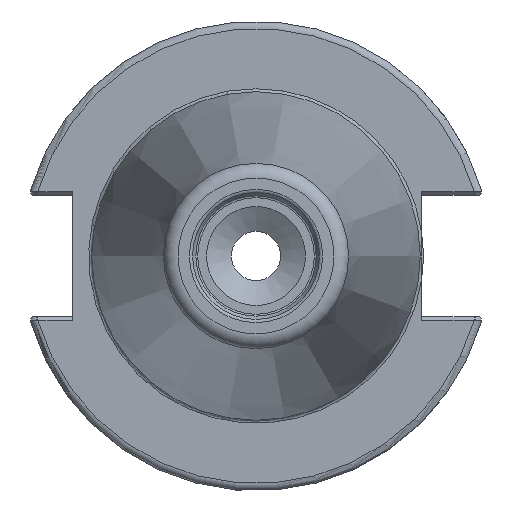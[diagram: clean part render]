
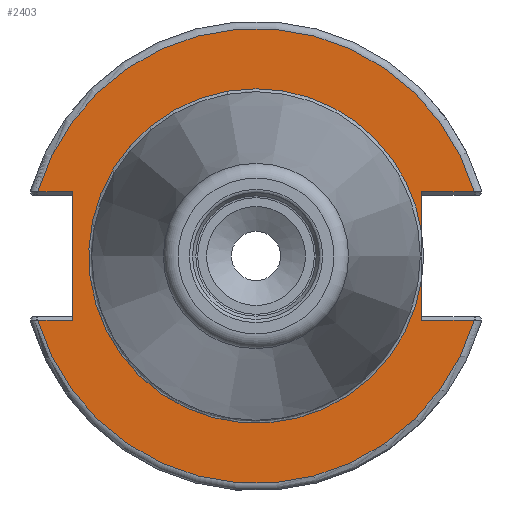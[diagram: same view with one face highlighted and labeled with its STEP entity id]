
A CAD part, left-side view. The second image highlights one B-rep face of the part: STEP entity #2403.
In plain terms, the highlighted planar face has unit normal (-1, 0, 0).
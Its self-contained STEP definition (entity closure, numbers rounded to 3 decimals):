
#107=PLANE('',#2617);
#163=LINE('',#3711,#295);
#170=LINE('',#3833,#302);
#171=LINE('',#3837,#303);
#172=LINE('',#3839,#304);
#173=LINE('',#3841,#305);
#174=LINE('',#3845,#306);
#175=LINE('',#3847,#307);
#295=VECTOR('',#3005,10.);
#302=VECTOR('',#3016,10.);
#303=VECTOR('',#3019,10.);
#304=VECTOR('',#3020,10.);
#305=VECTOR('',#3021,10.);
#306=VECTOR('',#3024,10.);
#307=VECTOR('',#3025,10.);
#465=FACE_OUTER_BOUND('',#603,.T.);
#603=EDGE_LOOP('',(#1738,#1739,#1740,#1741,#1742,#1743,#1744,#1745,#1746,
#1747,#1748));
#822=CIRCLE('',#2618,30.775);
#823=CIRCLE('',#2619,30.775);
#824=CIRCLE('',#2620,22.625);
#825=CIRCLE('',#2621,22.625);
#992=VERTEX_POINT('',#3708);
#993=VERTEX_POINT('',#3710);
#1001=VERTEX_POINT('',#3832);
#1002=VERTEX_POINT('',#3834);
#1003=VERTEX_POINT('',#3836);
#1004=VERTEX_POINT('',#3838);
#1005=VERTEX_POINT('',#3840);
#1006=VERTEX_POINT('',#3842);
#1007=VERTEX_POINT('',#3844);
#1008=VERTEX_POINT('',#3846);
#1009=VERTEX_POINT('',#3848);
#1272=EDGE_CURVE('',#992,#993,#163,.T.);
#1284=EDGE_CURVE('',#1001,#993,#170,.T.);
#1285=EDGE_CURVE('',#1002,#992,#822,.T.);
#1286=EDGE_CURVE('',#1003,#1002,#171,.T.);
#1287=EDGE_CURVE('',#1003,#1004,#172,.T.);
#1288=EDGE_CURVE('',#1005,#1004,#173,.T.);
#1289=EDGE_CURVE('',#1006,#1005,#823,.T.);
#1290=EDGE_CURVE('',#1007,#1006,#174,.T.);
#1291=EDGE_CURVE('',#1007,#1008,#175,.T.);
#1292=EDGE_CURVE('',#1008,#1009,#824,.T.);
#1293=EDGE_CURVE('',#1009,#1001,#825,.T.);
#1738=ORIENTED_EDGE('',*,*,#1284,.T.);
#1739=ORIENTED_EDGE('',*,*,#1272,.F.);
#1740=ORIENTED_EDGE('',*,*,#1285,.F.);
#1741=ORIENTED_EDGE('',*,*,#1286,.F.);
#1742=ORIENTED_EDGE('',*,*,#1287,.T.);
#1743=ORIENTED_EDGE('',*,*,#1288,.F.);
#1744=ORIENTED_EDGE('',*,*,#1289,.F.);
#1745=ORIENTED_EDGE('',*,*,#1290,.F.);
#1746=ORIENTED_EDGE('',*,*,#1291,.T.);
#1747=ORIENTED_EDGE('',*,*,#1292,.T.);
#1748=ORIENTED_EDGE('',*,*,#1293,.T.);
#2403=ADVANCED_FACE('',(#465),#107,.T.);
#2617=AXIS2_PLACEMENT_3D('',#3831,#3014,#3015);
#2618=AXIS2_PLACEMENT_3D('',#3835,#3017,#3018);
#2619=AXIS2_PLACEMENT_3D('',#3843,#3022,#3023);
#2620=AXIS2_PLACEMENT_3D('',#3849,#3026,#3027);
#2621=AXIS2_PLACEMENT_3D('',#3850,#3028,#3029);
#3005=DIRECTION('',(0.,1.,0.));
#3014=DIRECTION('center_axis',(-1.,0.,0.));
#3015=DIRECTION('ref_axis',(0.,0.,1.));
#3016=DIRECTION('',(0.,0.,1.));
#3017=DIRECTION('center_axis',(1.,0.,0.));
#3018=DIRECTION('ref_axis',(0.,0.,-1.));
#3019=DIRECTION('',(0.,1.,0.));
#3020=DIRECTION('',(0.,0.,-1.));
#3021=DIRECTION('',(0.,-1.,0.));
#3022=DIRECTION('center_axis',(1.,0.,0.));
#3023=DIRECTION('ref_axis',(0.,0.,-1.));
#3024=DIRECTION('',(0.,-1.,0.));
#3025=DIRECTION('',(0.,0.,1.));
#3026=DIRECTION('center_axis',(1.,0.,0.));
#3027=DIRECTION('ref_axis',(0.,0.,-1.));
#3028=DIRECTION('center_axis',(1.,0.,0.));
#3029=DIRECTION('ref_axis',(0.,0.,-1.));
#3708=CARTESIAN_POINT('',(1.,-29.523,8.69));
#3710=CARTESIAN_POINT('',(1.,-22.41,8.69));
#3711=CARTESIAN_POINT('',(1.,4.182,8.69));
#3831=CARTESIAN_POINT('Origin',(1.,30.775,0.));
#3832=CARTESIAN_POINT('',(1.,-22.41,3.112));
#3833=CARTESIAN_POINT('',(1.,-22.41,-4.095));
#3834=CARTESIAN_POINT('',(1.,29.523,8.69));
#3835=CARTESIAN_POINT('Origin',(1.,0.,0.));
#3836=CARTESIAN_POINT('',(1.,24.8,8.69));
#3837=CARTESIAN_POINT('',(1.,38.399,8.69));
#3838=CARTESIAN_POINT('',(1.,24.8,-8.69));
#3839=CARTESIAN_POINT('',(1.,24.8,4.095));
#3840=CARTESIAN_POINT('',(1.,29.523,-8.69));
#3841=CARTESIAN_POINT('',(1.,27.788,-8.69));
#3842=CARTESIAN_POINT('',(1.,-29.523,-8.69));
#3843=CARTESIAN_POINT('Origin',(1.,0.,0.));
#3844=CARTESIAN_POINT('',(1.,-22.41,-8.69));
#3845=CARTESIAN_POINT('',(1.,-6.591,-8.69));
#3846=CARTESIAN_POINT('',(1.,-22.41,-3.112));
#3847=CARTESIAN_POINT('',(1.,-22.41,-4.095));
#3848=CARTESIAN_POINT('',(1.,0.,22.625));
#3849=CARTESIAN_POINT('Origin',(1.,0.,0.));
#3850=CARTESIAN_POINT('Origin',(1.,0.,0.));
